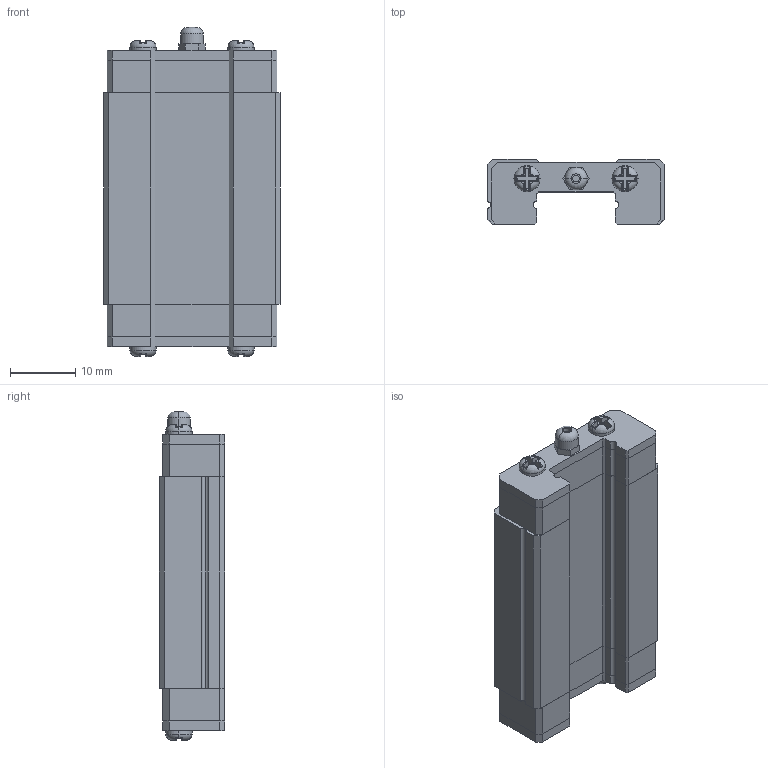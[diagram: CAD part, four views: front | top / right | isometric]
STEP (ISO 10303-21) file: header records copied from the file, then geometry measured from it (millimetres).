
FILE_DESCRIPTION (( 'STEP AP203' ), '1' );
FILE_NAME ('MGN_12_H_CARRAGE.STEP', '2015-10-21T23:59:09', ( 'Tkubic' ), ( '' ), 'SwSTEP 2.0', 'SolidWorks 2013', '' );
FILE_SCHEMA (( 'CONFIG_CONTROL_DESIGN' ));
Length unit declared in the file: millimetre
Products named in the file (1): MGN_12_H_CARRAGE
Bounding box: 27 x 10 x 50.4 mm (x, y, z)
Volume: 8847.3 mm3; surface area: 6129.9 mm2
Topology: 10 solids, 10 shells, 380 faces, 954 edges, 592 vertices
Faces by surface type: plane 193, cylinder 121, bspline 48, torus 10, cone 8
Entity records: 12593 total; most frequent: CARTESIAN_POINT 4119, ORIENTED_EDGE 1892, DIRECTION 1528, EDGE_CURVE 946, VERTEX_POINT 592, VECTOR 566, LINE 566, AXIS2_PLACEMENT_3D 481
